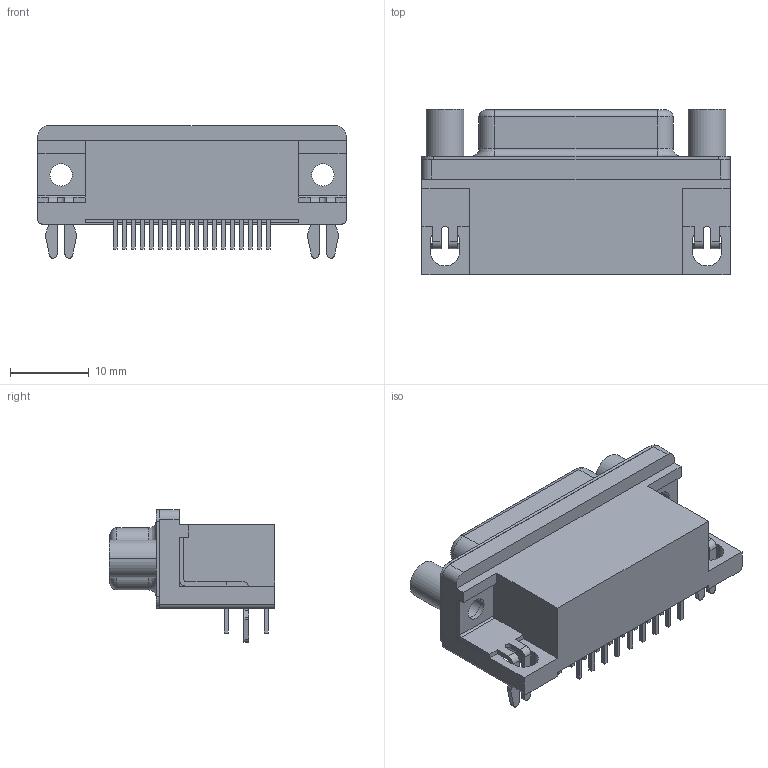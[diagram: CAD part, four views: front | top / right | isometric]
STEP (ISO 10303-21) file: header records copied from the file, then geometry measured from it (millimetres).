
FILE_DESCRIPTION((''),'2;1');
FILE_NAME('TYCO_5749768-1.stp','2012-12-12T15:08:25',(''),(''),'Mechanical Desktop 2011','Mechanical Desktop 2011',', , ');
FILE_SCHEMA(('AUTOMOTIVE_DESIGN { 1 2 10303 214 1 1 1 1 }'));
Length unit declared in the file: millimetre
Products named in the file (1): Product
Bounding box: 39.2 x 21.06 x 16.85 mm (x, y, z)
Volume: 6237.8 mm3; surface area: 5638.6 mm2
Topology: 39 solids, 39 shells, 588 faces, 1453 edges, 942 vertices
Faces by surface type: plane 382, cylinder 126, cone 56, bspline 20, torus 4
Entity records: 17562 total; most frequent: CARTESIAN_POINT 3204, DIRECTION 2911, ORIENTED_EDGE 2906, EDGE_CURVE 1453, VECTOR 1133, LINE 1133, VERTEX_POINT 942, AXIS2_PLACEMENT_3D 889
